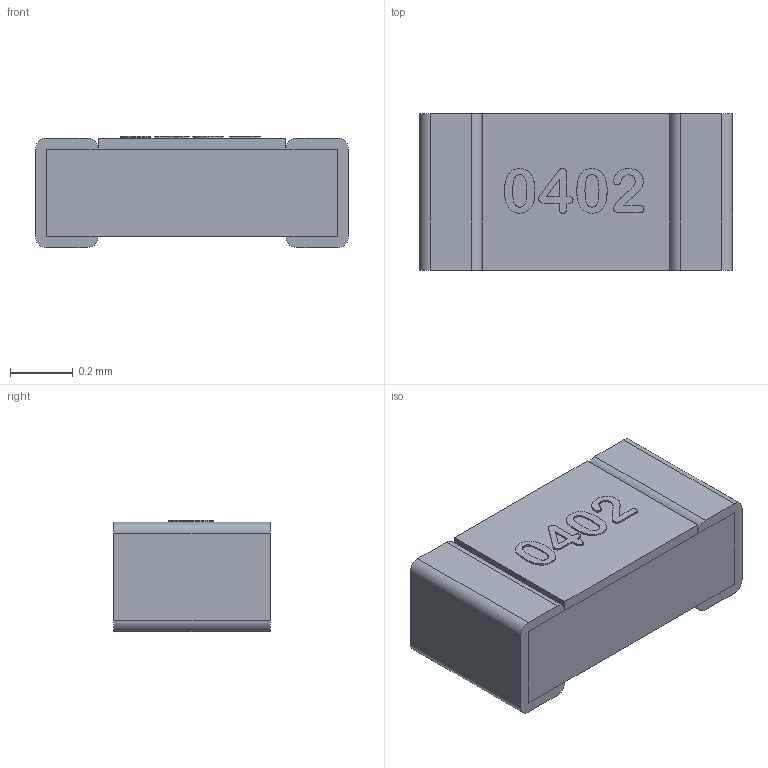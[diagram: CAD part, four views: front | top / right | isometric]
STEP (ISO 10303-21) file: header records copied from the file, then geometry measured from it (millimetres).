
FILE_DESCRIPTION(('FreeCAD Model'),'2;1');
FILE_NAME('Open CASCADE Shape Model','2024-01-20T18:09:26',(''),(''), 'Open CASCADE STEP processor 7.6','FreeCAD','Unknown');
FILE_SCHEMA(('AUTOMOTIVE_DESIGN { 1 0 10303 214 1 1 1 1 }'));
Length unit declared in the file: millimetre
Products named in the file (6): Fusion005; Fusion; Fusion001; Fusion002; Fusion003; Fusion004
Assembly tree (5 placements, depth 2):
  Fusion005
    Fusion
    Fusion001
    Fusion002
    Fusion003
    Fusion004
Bounding box: 1 x 0.5 x 0.36 mm (x, y, z)
Volume: 0.2 mm3; surface area: 2.1 mm2
Topology: 5 solids, 5 shells, 152 faces, 422 edges, 280 vertices
Faces by surface type: extrusion 106, plane 38, cylinder 8
Entity records: 5323 total; most frequent: CARTESIAN_POINT 1496, ORIENTED_EDGE 844, DIRECTION 436, EDGE_CURVE 422, B_SPLINE_CURVE_WITH_KNOTS 318, VECTOR 300, VERTEX_POINT 280, LINE 194
